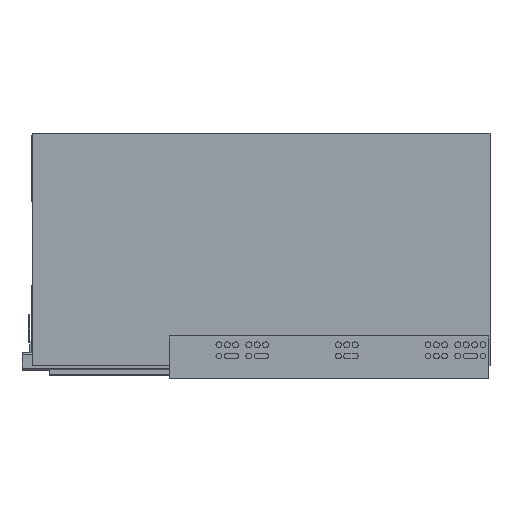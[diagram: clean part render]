
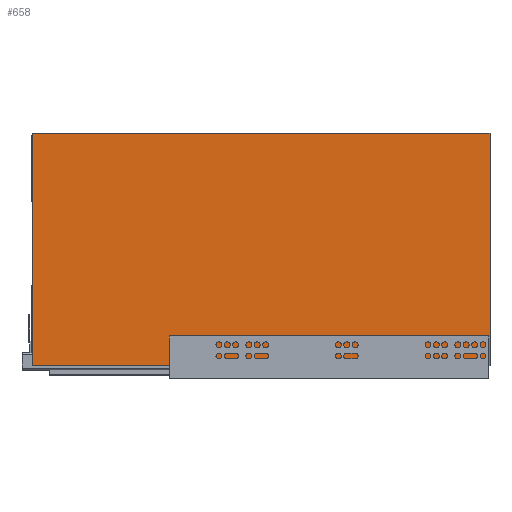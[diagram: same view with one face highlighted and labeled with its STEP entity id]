
A CAD part, top view. The second image highlights one B-rep face of the part: STEP entity #658.
In plain terms, the highlighted planar face has unit normal (0, 0, 1).
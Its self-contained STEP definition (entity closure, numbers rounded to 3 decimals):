
#8 = VERTEX_POINT ( 'NONE', #9336 ) ;
#292 = EDGE_LOOP ( 'NONE', ( #5681, #9650, #7088, #982 ) ) ;
#658 = ADVANCED_FACE ( 'NONE', ( #8088 ), #7228, .T. ) ;
#789 = LINE ( 'NONE', #5619, #1605 ) ;
#841 = EDGE_CURVE ( 'NONE', #3567, #1625, #7620, .T. ) ;
#982 = ORIENTED_EDGE ( 'NONE', *, *, #5811, .T. ) ;
#1485 = CARTESIAN_POINT ( 'NONE',  ( 0., 249., 30.4 ) ) ;
#1605 = VECTOR ( 'NONE', #6984, 1000. ) ;
#1625 = VERTEX_POINT ( 'NONE', #1485 ) ;
#3567 = VERTEX_POINT ( 'NONE', #5809 ) ;
#3709 = VERTEX_POINT ( 'NONE', #5296 ) ;
#4225 = VECTOR ( 'NONE', #5147, 1000. ) ;
#4289 = DIRECTION ( 'NONE',  ( 0., 0., 1. ) ) ;
#4554 = DIRECTION ( 'NONE',  ( 1., 0., 0. ) ) ;
#5147 = DIRECTION ( 'NONE',  ( 0., 1., 0. ) ) ;
#5296 = CARTESIAN_POINT ( 'NONE',  ( -490., 249., 30.4 ) ) ;
#5619 = CARTESIAN_POINT ( 'NONE',  ( -490., 0., 30.4 ) ) ;
#5681 = ORIENTED_EDGE ( 'NONE', *, *, #841, .T. ) ;
#5693 = CARTESIAN_POINT ( 'NONE',  ( -490., 249., 30.4 ) ) ;
#5809 = CARTESIAN_POINT ( 'NONE',  ( 0., 0., 30.4 ) ) ;
#5811 = EDGE_CURVE ( 'NONE', #8, #3567, #8452, .T. ) ;
#6764 = CARTESIAN_POINT ( 'NONE',  ( 0., 0., 30.4 ) ) ;
#6984 = DIRECTION ( 'NONE',  ( 0., 1., 0. ) ) ;
#7088 = ORIENTED_EDGE ( 'NONE', *, *, #8789, .F. ) ;
#7228 = PLANE ( 'NONE',  #9551 ) ;
#7620 = LINE ( 'NONE', #6764, #4225 ) ;
#8088 = FACE_OUTER_BOUND ( 'NONE', #292, .T. ) ;
#8311 = EDGE_CURVE ( 'NONE', #3709, #1625, #8835, .T. ) ;
#8399 = CARTESIAN_POINT ( 'NONE',  ( -490., 0., 30.4 ) ) ;
#8452 = LINE ( 'NONE', #8399, #9023 ) ;
#8783 = DIRECTION ( 'NONE',  ( 1., 0., 0. ) ) ;
#8789 = EDGE_CURVE ( 'NONE', #8, #3709, #789, .T. ) ;
#8835 = LINE ( 'NONE', #5693, #9980 ) ;
#9023 = VECTOR ( 'NONE', #4554, 1000. ) ;
#9336 = CARTESIAN_POINT ( 'NONE',  ( -490., 0., 30.4 ) ) ;
#9515 = CARTESIAN_POINT ( 'NONE',  ( -490., 0., 30.4 ) ) ;
#9551 = AXIS2_PLACEMENT_3D ( 'NONE', #9515, #4289, #9718 ) ;
#9650 = ORIENTED_EDGE ( 'NONE', *, *, #8311, .F. ) ;
#9718 = DIRECTION ( 'NONE',  ( -1., 0., 0. ) ) ;
#9980 = VECTOR ( 'NONE', #8783, 1000. ) ;
